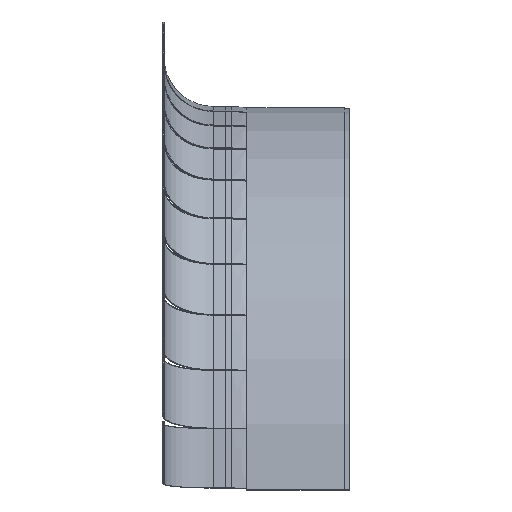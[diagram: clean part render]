
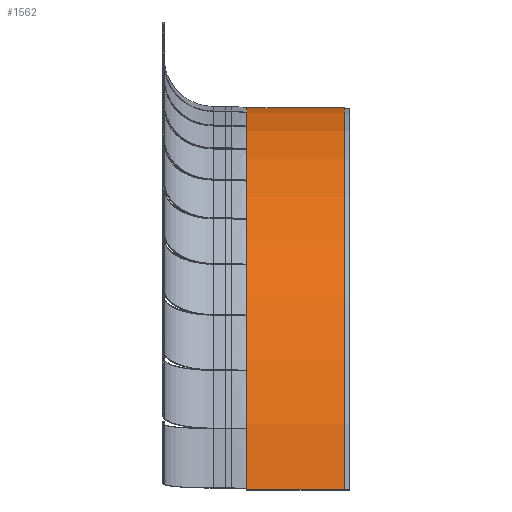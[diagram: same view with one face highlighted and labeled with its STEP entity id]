
A CAD part, left-side view. The second image highlights one B-rep face of the part: STEP entity #1562.
In plain terms, the highlighted cylindrical face has radius 125.755 mm (diameter 251.51 mm), a partial arc.
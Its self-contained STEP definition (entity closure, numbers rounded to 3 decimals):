
#1472=CYLINDRICAL_SURFACE('',#13170,125.755);
#1562=ADVANCED_FACE('',(#2869),#1472,.T.);
#2869=FACE_OUTER_BOUND('',#3661,.T.);
#3661=EDGE_LOOP('',(#4647,#4648,#4649,#4650));
#4448=CIRCLE('',#13163,125.755);
#4450=CIRCLE('',#13167,125.755);
#4647=ORIENTED_EDGE('',*,*,#9216,.T.);
#4648=ORIENTED_EDGE('',*,*,#9218,.T.);
#4649=ORIENTED_EDGE('',*,*,#9210,.F.);
#4650=ORIENTED_EDGE('',*,*,#9213,.F.);
#8095=VERTEX_POINT('',#16573);
#8098=VERTEX_POINT('',#16578);
#8100=VERTEX_POINT('',#16584);
#8102=VERTEX_POINT('',#16590);
#9210=EDGE_CURVE('',#8098,#8095,#4448,.T.);
#9213=EDGE_CURVE('',#8100,#8098,#10947,.T.);
#9216=EDGE_CURVE('',#8100,#8102,#4450,.T.);
#9218=EDGE_CURVE('',#8102,#8095,#10950,.T.);
#10947=LINE('',#16585,#12055);
#10950=LINE('',#16594,#12058);
#12055=VECTOR('',#13953,1.);
#12058=VECTOR('',#13964,1.);
#13163=AXIS2_PLACEMENT_3D('',#16579,#13947,#13948);
#13167=AXIS2_PLACEMENT_3D('',#16591,#13959,#13960);
#13170=AXIS2_PLACEMENT_3D('',#16596,#13967,#13968);
#13947=DIRECTION('',(0.,-1.,0.));
#13948=DIRECTION('',(0.,0.,1.));
#13953=DIRECTION('',(0.,-1.,0.));
#13959=DIRECTION('',(0.,-1.,0.));
#13960=DIRECTION('',(0.,0.,1.));
#13964=DIRECTION('',(0.,-1.,0.));
#13967=DIRECTION('',(0.,1.,0.));
#13968=DIRECTION('',(0.,0.,1.));
#16573=CARTESIAN_POINT('',(-125.754,138.,0.473));
#16578=CARTESIAN_POINT('',(125.754,138.,0.473));
#16579=CARTESIAN_POINT('',(0.,138.,0.));
#16584=CARTESIAN_POINT('',(125.754,170.,0.473));
#16585=CARTESIAN_POINT('',(125.754,138.,0.473));
#16590=CARTESIAN_POINT('',(-125.754,170.,0.473));
#16591=CARTESIAN_POINT('',(0.,170.,0.));
#16594=CARTESIAN_POINT('',(-125.754,138.,0.473));
#16596=CARTESIAN_POINT('',(0.,138.,0.));
